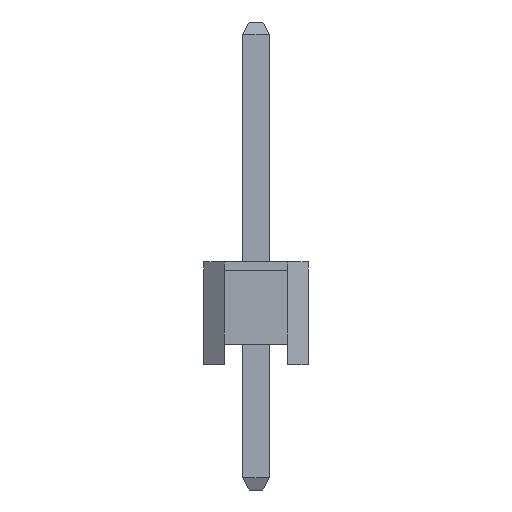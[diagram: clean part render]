
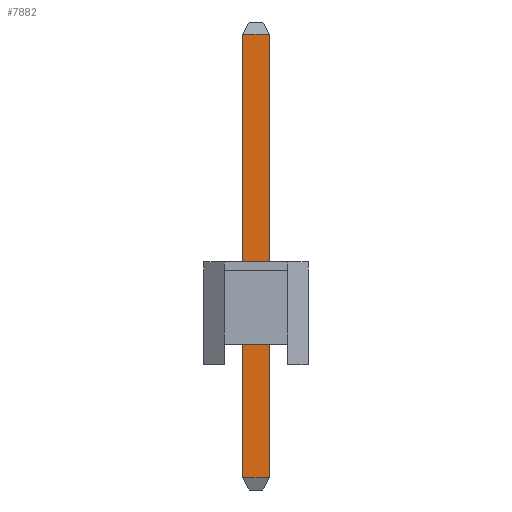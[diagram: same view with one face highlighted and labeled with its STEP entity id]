
A CAD part, left-side view. The second image highlights one B-rep face of the part: STEP entity #7882.
In plain terms, the highlighted planar face has unit normal (-1, 0, 0).
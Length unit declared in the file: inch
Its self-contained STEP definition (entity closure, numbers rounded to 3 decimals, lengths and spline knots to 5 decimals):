
#500=FACE_OUTER_BOUND('',#986,.T.);
#986=EDGE_LOOP('',(#6883,#6884,#6885,#6886));
#2028=LINE('',#12449,#3096);
#2031=LINE('',#12455,#3099);
#2033=LINE('',#12458,#3101);
#2034=LINE('',#12459,#3102);
#3096=VECTOR('',#10286,39.37008);
#3099=VECTOR('',#10291,39.37008);
#3101=VECTOR('',#10295,39.37008);
#3102=VECTOR('',#10296,39.37008);
#3751=VERTEX_POINT('',#12446);
#3752=VERTEX_POINT('',#12448);
#3753=VERTEX_POINT('',#12452);
#3754=VERTEX_POINT('',#12454);
#4796=EDGE_CURVE('',#3752,#3751,#2028,.T.);
#4799=EDGE_CURVE('',#3754,#3753,#2031,.T.);
#4801=EDGE_CURVE('',#3753,#3752,#2033,.T.);
#4802=EDGE_CURVE('',#3751,#3754,#2034,.T.);
#6883=ORIENTED_EDGE('',*,*,#4799,.T.);
#6884=ORIENTED_EDGE('',*,*,#4801,.T.);
#6885=ORIENTED_EDGE('',*,*,#4796,.T.);
#6886=ORIENTED_EDGE('',*,*,#4802,.T.);
#7420=PLANE('',#8370);
#7882=ADVANCED_FACE('',(#500),#7420,.T.);
#8370=AXIS2_PLACEMENT_3D('',#12457,#10293,#10294);
#10286=DIRECTION('',(0.,0.,-1.));
#10291=DIRECTION('',(0.,0.,1.));
#10293=DIRECTION('center_axis',(-1.,0.,0.));
#10294=DIRECTION('ref_axis',(0.,-1.,0.));
#10295=DIRECTION('',(0.,1.,0.));
#10296=DIRECTION('',(0.,-1.,0.));
#12446=CARTESIAN_POINT('',(11.89797,14.9808,-0.28661));
#12448=CARTESIAN_POINT('',(11.89797,14.9808,0.13819));
#12449=CARTESIAN_POINT('',(11.89797,14.9808,-0.07997));
#12452=CARTESIAN_POINT('',(11.89797,14.9556,0.13819));
#12454=CARTESIAN_POINT('',(11.89797,14.9556,-0.28661));
#12455=CARTESIAN_POINT('',(11.89797,14.9556,-0.07997));
#12457=CARTESIAN_POINT('Origin',(11.89797,14.9556,-0.07997));
#12458=CARTESIAN_POINT('',(11.89797,14.9556,0.13819));
#12459=CARTESIAN_POINT('',(11.89797,14.9556,-0.28661));
